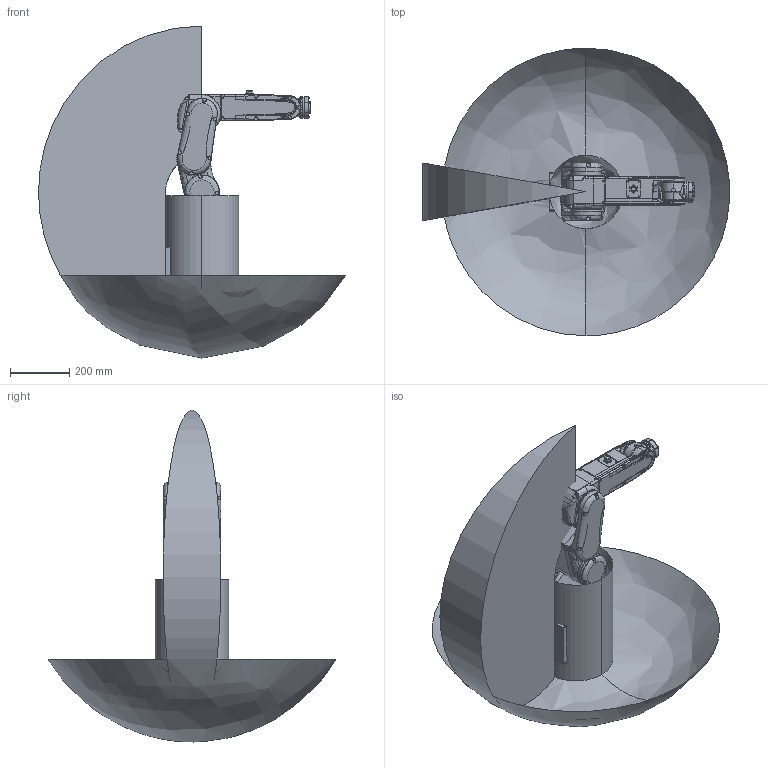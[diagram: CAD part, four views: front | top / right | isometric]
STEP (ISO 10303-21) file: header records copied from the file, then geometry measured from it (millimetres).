
FILE_DESCRIPTION(('FreeCAD Model'),'2;1');
FILE_NAME('Open CASCADE Shape Model','2025-05-02T08:21:07',('FreeCAD'),( 'FreeCAD'),'Open CASCADE STEP processor 7.6','FreeCAD','Unknown');
FILE_SCHEMA(('AUTOMOTIVE_DESIGN { 1 0 10303 214 1 1 1 1 }'));
Products named in the file (1): Open CASCADE STEP translator 7.6 1
Bounding box: 1037.7 x 971.98 x 1122.32 mm (x, y, z)
Volume: 105890005.4 mm3; surface area: 3936072.5 mm2
Topology: 8 solids, 31 shells, 2930 faces, 7000 edges, 4074 vertices
Faces by surface type: bspline 2930
Entity records: 139111 total; most frequent: CARTESIAN_POINT 101006, ORIENTED_EDGE 13736, EDGE_CURVE 6868, VERTEX_POINT 4074, B_SPLINE_CURVE_WITH_KNOTS 3776, FACE_BOUND 3030, EDGE_LOOP 3030, ADVANCED_FACE 2930
